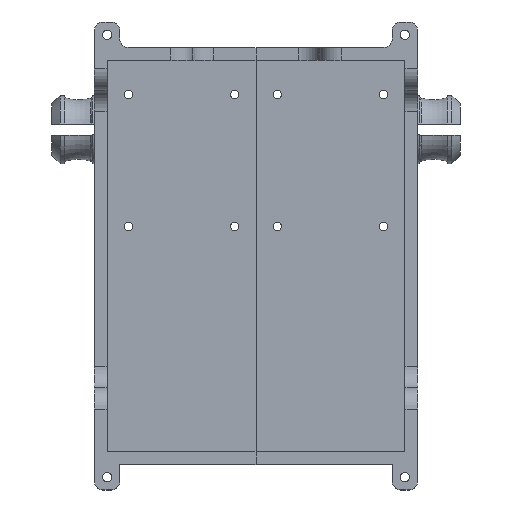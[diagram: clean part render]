
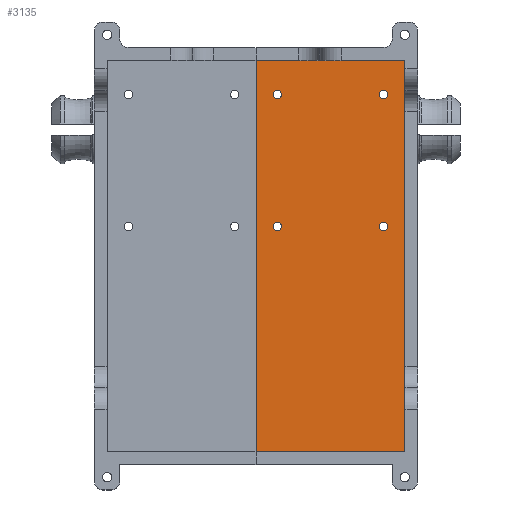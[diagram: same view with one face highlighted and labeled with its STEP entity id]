
A CAD part, top view. The second image highlights one B-rep face of the part: STEP entity #3135.
In plain terms, the highlighted planar face has unit normal (0, 0, 1).
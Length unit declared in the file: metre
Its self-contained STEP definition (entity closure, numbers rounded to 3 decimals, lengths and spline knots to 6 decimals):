
#219=CIRCLE('',#3355,0.001);
#220=CIRCLE('',#3356,0.001);
#221=CIRCLE('',#3357,0.001);
#222=CIRCLE('',#3358,0.001);
#433=ORIENTED_EDGE('',*,*,#1376,.F.);
#434=ORIENTED_EDGE('',*,*,#1377,.F.);
#435=ORIENTED_EDGE('',*,*,#1378,.F.);
#436=ORIENTED_EDGE('',*,*,#1379,.F.);
#437=ORIENTED_EDGE('',*,*,#1380,.F.);
#438=ORIENTED_EDGE('',*,*,#1363,.T.);
#439=ORIENTED_EDGE('',*,*,#1357,.T.);
#440=ORIENTED_EDGE('',*,*,#1381,.T.);
#441=ORIENTED_EDGE('',*,*,#1382,.T.);
#442=ORIENTED_EDGE('',*,*,#1383,.F.);
#443=ORIENTED_EDGE('',*,*,#1384,.F.);
#1357=EDGE_CURVE('',#1830,#1829,#2151,.T.);
#1363=EDGE_CURVE('',#1834,#1830,#2155,.T.);
#1376=EDGE_CURVE('',#1845,#1845,#219,.T.);
#1377=EDGE_CURVE('',#1846,#1846,#220,.T.);
#1378=EDGE_CURVE('',#1847,#1847,#221,.T.);
#1379=EDGE_CURVE('',#1848,#1848,#222,.T.);
#1380=EDGE_CURVE('',#1834,#1849,#2165,.T.);
#1381=EDGE_CURVE('',#1829,#1850,#2166,.T.);
#1382=EDGE_CURVE('',#1850,#1851,#2167,.T.);
#1383=EDGE_CURVE('',#1852,#1851,#2168,.T.);
#1384=EDGE_CURVE('',#1849,#1852,#2169,.T.);
#1829=VERTEX_POINT('',#4659);
#1830=VERTEX_POINT('',#4661);
#1834=VERTEX_POINT('',#4672);
#1845=VERTEX_POINT('',#4698);
#1846=VERTEX_POINT('',#4700);
#1847=VERTEX_POINT('',#4702);
#1848=VERTEX_POINT('',#4704);
#1849=VERTEX_POINT('',#4706);
#1850=VERTEX_POINT('',#4708);
#1851=VERTEX_POINT('',#4710);
#1852=VERTEX_POINT('',#4712);
#2151=LINE('',#4660,#2369);
#2155=LINE('',#4671,#2373);
#2165=LINE('',#4705,#2383);
#2166=LINE('',#4707,#2384);
#2167=LINE('',#4709,#2385);
#2168=LINE('',#4711,#2386);
#2169=LINE('',#4713,#2387);
#2369=VECTOR('',#3728,1.);
#2373=VECTOR('',#3738,1.);
#2383=VECTOR('',#3766,1.);
#2384=VECTOR('',#3767,1.);
#2385=VECTOR('',#3768,1.);
#2386=VECTOR('',#3769,1.);
#2387=VECTOR('',#3770,1.);
#2575=EDGE_LOOP('',(#433));
#2576=EDGE_LOOP('',(#434));
#2577=EDGE_LOOP('',(#435));
#2578=EDGE_LOOP('',(#436));
#2579=EDGE_LOOP('',(#437,#438,#439,#440,#441,#442,#443));
#2821=FACE_BOUND('',#2575,.T.);
#2822=FACE_BOUND('',#2576,.T.);
#2823=FACE_BOUND('',#2577,.T.);
#2824=FACE_BOUND('',#2578,.T.);
#2825=FACE_BOUND('',#2579,.T.);
#3065=PLANE('',#3354);
#3135=ADVANCED_FACE('',(#2821,#2822,#2823,#2824,#2825),#3065,.T.);
#3354=AXIS2_PLACEMENT_3D('',#4696,#3756,#3757);
#3355=AXIS2_PLACEMENT_3D('',#4697,#3758,#3759);
#3356=AXIS2_PLACEMENT_3D('',#4699,#3760,#3761);
#3357=AXIS2_PLACEMENT_3D('',#4701,#3762,#3763);
#3358=AXIS2_PLACEMENT_3D('',#4703,#3764,#3765);
#3728=DIRECTION('',(0.,-1.,0.));
#3738=DIRECTION('',(-1.,0.,0.));
#3756=DIRECTION('',(0.,0.,1.));
#3757=DIRECTION('',(1.,0.,0.));
#3758=DIRECTION('',(0.,0.,1.));
#3759=DIRECTION('',(1.,0.,0.));
#3760=DIRECTION('',(0.,0.,1.));
#3761=DIRECTION('',(1.,0.,0.));
#3762=DIRECTION('',(0.,0.,1.));
#3763=DIRECTION('',(1.,0.,0.));
#3764=DIRECTION('',(0.,0.,1.));
#3765=DIRECTION('',(1.,0.,0.));
#3766=DIRECTION('',(0.,-1.,0.));
#3767=DIRECTION('',(1.,0.,0.));
#3768=DIRECTION('',(0.,1.,0.));
#3769=DIRECTION('',(0.,-1.,0.));
#3770=DIRECTION('',(0.,-1.,0.));
#4659=CARTESIAN_POINT('',(-0.009,-0.049,0.0015));
#4660=CARTESIAN_POINT('',(-0.009,-0.049,0.0015));
#4661=CARTESIAN_POINT('',(-0.009,0.043,0.0015));
#4671=CARTESIAN_POINT('',(0.,0.043,0.0015));
#4672=CARTESIAN_POINT('',(0.026,0.043,0.0015));
#4696=CARTESIAN_POINT('',(0.,-0.049,0.0015));
#4697=CARTESIAN_POINT('',(-0.004,0.004,0.0015));
#4698=CARTESIAN_POINT('',(-0.003,0.004,0.0015));
#4699=CARTESIAN_POINT('',(0.021,0.004,0.0015));
#4700=CARTESIAN_POINT('',(0.022,0.004,0.0015));
#4701=CARTESIAN_POINT('',(0.021,0.035,0.0015));
#4702=CARTESIAN_POINT('',(0.022,0.035,0.0015));
#4703=CARTESIAN_POINT('',(-0.004,0.035,0.0015));
#4704=CARTESIAN_POINT('',(-0.003,0.035,0.0015));
#4705=CARTESIAN_POINT('',(0.026,0.046,0.0015));
#4706=CARTESIAN_POINT('',(0.026,0.035,0.0015));
#4707=CARTESIAN_POINT('',(0.,-0.049,0.0015));
#4708=CARTESIAN_POINT('',(0.026,-0.049,0.0015));
#4709=CARTESIAN_POINT('',(0.026,-0.049,0.0015));
#4710=CARTESIAN_POINT('',(0.026,-0.033,0.0015));
#4711=CARTESIAN_POINT('',(0.026,0.,0.0015));
#4712=CARTESIAN_POINT('',(0.026,0.033,0.0015));
#4713=CARTESIAN_POINT('',(0.026,0.058,0.0015));
